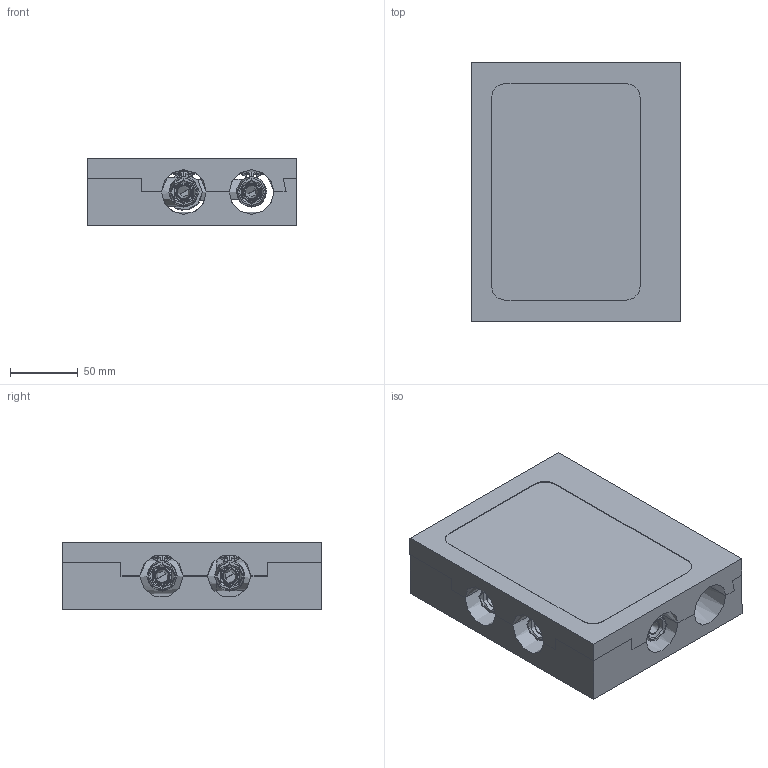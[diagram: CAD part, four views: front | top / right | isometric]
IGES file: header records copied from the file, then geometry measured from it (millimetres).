
Global section: file name: 619300; native system: Autodesk Inventor 2014; preprocessor: unknown; author: seihe2; date: 20181122.161426; units: millimetre
Bounding box: 155 x 192 x 50 mm (x, y, z)
Volume: 1039912.6 mm3; surface area: 291037.3 mm2
Topology: 33 solids, 33 shells, 2947 faces, 8172 edges, 5305 vertices
Faces by surface type: plane 1315, bspline 840, revolution 344, cone 243, cylinder 205
Full cylindrical faces by diameter (mm): 9.7 x6, 10.4 x18, 11.4 x6, 11.5 x6, 11.6 x6, 12.6 x6, 12.775 x1, 14.25 x6, 15 x6, 16 x6, 22 x4, 27 x1
